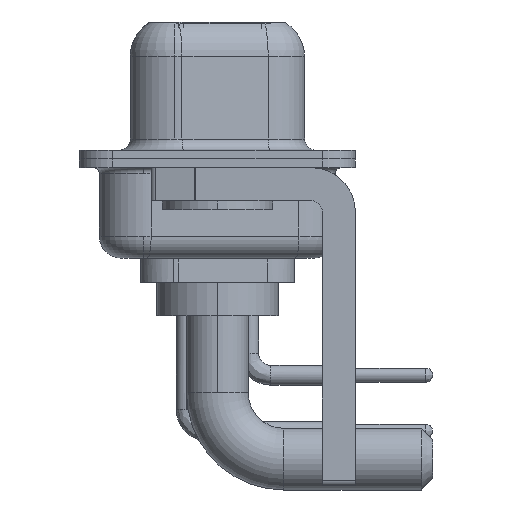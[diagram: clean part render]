
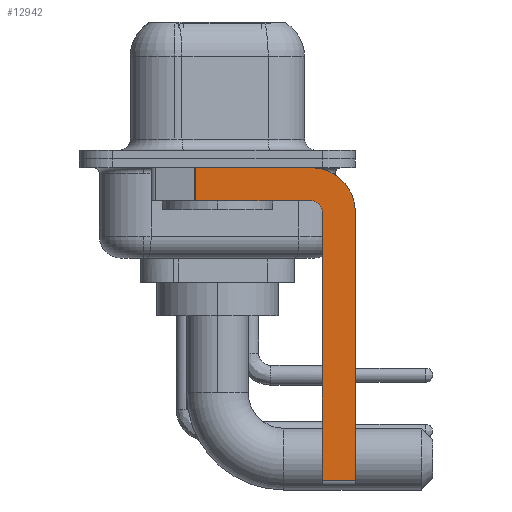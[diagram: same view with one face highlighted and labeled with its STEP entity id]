
A CAD part, left-side view. The second image highlights one B-rep face of the part: STEP entity #12942.
In plain terms, the highlighted planar face has unit normal (-1, 0, 0).
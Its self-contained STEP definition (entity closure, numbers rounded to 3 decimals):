
#71 = EDGE_CURVE ( 'NONE', #14522, #408, #3989, .T. ) ;
#249 = CARTESIAN_POINT ( 'NONE',  ( -2.9, -4.75, -2.4 ) ) ;
#316 = VECTOR ( 'NONE', #15760, 1000. ) ;
#408 = VERTEX_POINT ( 'NONE', #12059 ) ;
#595 = CARTESIAN_POINT ( 'NONE',  ( -2.9, -4.25, -14.55 ) ) ;
#671 = ORIENTED_EDGE ( 'NONE', *, *, #24005, .F. ) ;
#2096 = DIRECTION ( 'NONE',  ( 0., 0., -1. ) ) ;
#2425 = DIRECTION ( 'NONE',  ( 0., 0., 1. ) ) ;
#2706 = ORIENTED_EDGE ( 'NONE', *, *, #13566, .F. ) ;
#3500 = VECTOR ( 'NONE', #2425, 1000. ) ;
#3864 = LINE ( 'NONE', #13880, #3500 ) ;
#3883 = ORIENTED_EDGE ( 'NONE', *, *, #19429, .T. ) ;
#3929 = DIRECTION ( 'NONE',  ( -1., 0., 0. ) ) ;
#3989 = LINE ( 'NONE', #11821, #23642 ) ;
#4239 = EDGE_CURVE ( 'NONE', #7811, #20700, #3864, .T. ) ;
#4260 = AXIS2_PLACEMENT_3D ( 'NONE', #21621, #3929, #11514 ) ;
#5015 = FACE_OUTER_BOUND ( 'NONE', #25570, .T. ) ;
#5718 = ORIENTED_EDGE ( 'NONE', *, *, #17503, .F. ) ;
#5865 = CARTESIAN_POINT ( 'NONE',  ( -2.9, -4.25, -0.4 ) ) ;
#6887 = DIRECTION ( 'NONE',  ( 0., 0., -1. ) ) ;
#6956 = CARTESIAN_POINT ( 'NONE',  ( -2.9, -4.25, -2.4 ) ) ;
#7527 = CARTESIAN_POINT ( 'NONE',  ( -2.9, -4.25, -2.4 ) ) ;
#7811 = VERTEX_POINT ( 'NONE', #15768 ) ;
#8515 = CARTESIAN_POINT ( 'NONE',  ( -2.9, 0.978, -0.4 ) ) ;
#9185 = ORIENTED_EDGE ( 'NONE', *, *, #4239, .F. ) ;
#9228 = LINE ( 'NONE', #25004, #19956 ) ;
#9231 = VECTOR ( 'NONE', #6887, 1000. ) ;
#9470 = VERTEX_POINT ( 'NONE', #19679 ) ;
#9710 = CARTESIAN_POINT ( 'NONE',  ( -2.9, -4.25, -1.9 ) ) ;
#9924 = DIRECTION ( 'NONE',  ( 0., 0., -1. ) ) ;
#10394 = CARTESIAN_POINT ( 'NONE',  ( -2.9, -6.25, -2.4 ) ) ;
#11514 = DIRECTION ( 'NONE',  ( 0., 0., 1. ) ) ;
#11821 = CARTESIAN_POINT ( 'NONE',  ( -2.9, 0.978, -1.9 ) ) ;
#12008 = LINE ( 'NONE', #9710, #316 ) ;
#12059 = CARTESIAN_POINT ( 'NONE',  ( -2.9, 0.978, -1.9 ) ) ;
#12202 = VERTEX_POINT ( 'NONE', #5865 ) ;
#12336 = ORIENTED_EDGE ( 'NONE', *, *, #16177, .F. ) ;
#12942 = ADVANCED_FACE ( 'NONE', ( #5015 ), #24663, .F. ) ;
#13329 = VERTEX_POINT ( 'NONE', #10394 ) ;
#13566 = EDGE_CURVE ( 'NONE', #14522, #12202, #9228, .T. ) ;
#13806 = DIRECTION ( 'NONE',  ( 1., 0., 0. ) ) ;
#13823 = EDGE_CURVE ( 'NONE', #13329, #17306, #20589, .T. ) ;
#13880 = CARTESIAN_POINT ( 'NONE',  ( -2.9, -4.75, -14.8 ) ) ;
#13886 = AXIS2_PLACEMENT_3D ( 'NONE', #7527, #13806, #2096 ) ;
#14519 = LINE ( 'NONE', #595, #16898 ) ;
#14522 = VERTEX_POINT ( 'NONE', #8515 ) ;
#14550 = ORIENTED_EDGE ( 'NONE', *, *, #13823, .F. ) ;
#15760 = DIRECTION ( 'NONE',  ( 0., 1., 0. ) ) ;
#15768 = CARTESIAN_POINT ( 'NONE',  ( -2.9, -4.75, -14.55 ) ) ;
#16177 = EDGE_CURVE ( 'NONE', #12202, #13329, #25080, .T. ) ;
#16360 = DIRECTION ( 'NONE',  ( 1., 0., 0. ) ) ;
#16898 = VECTOR ( 'NONE', #22318, 1000. ) ;
#17306 = VERTEX_POINT ( 'NONE', #25250 ) ;
#17503 = EDGE_CURVE ( 'NONE', #9470, #408, #12008, .T. ) ;
#19429 = EDGE_CURVE ( 'NONE', #7811, #17306, #14519, .T. ) ;
#19679 = CARTESIAN_POINT ( 'NONE',  ( -2.9, -4.25, -1.9 ) ) ;
#19956 = VECTOR ( 'NONE', #21241, 1000. ) ;
#20589 = LINE ( 'NONE', #24345, #9231 ) ;
#20700 = VERTEX_POINT ( 'NONE', #249 ) ;
#20780 = CIRCLE ( 'NONE', #4260, 0.5 ) ;
#21112 = AXIS2_PLACEMENT_3D ( 'NONE', #6956, #16360, #22713 ) ;
#21241 = DIRECTION ( 'NONE',  ( 0., -1., 0. ) ) ;
#21621 = CARTESIAN_POINT ( 'NONE',  ( -2.9, -4.25, -2.4 ) ) ;
#22318 = DIRECTION ( 'NONE',  ( 0., -1., 0. ) ) ;
#22423 = ORIENTED_EDGE ( 'NONE', *, *, #71, .T. ) ;
#22713 = DIRECTION ( 'NONE',  ( 0., 0., -1. ) ) ;
#23642 = VECTOR ( 'NONE', #9924, 1000. ) ;
#24005 = EDGE_CURVE ( 'NONE', #20700, #9470, #20780, .T. ) ;
#24345 = CARTESIAN_POINT ( 'NONE',  ( -2.9, -6.25, -2.4 ) ) ;
#24663 = PLANE ( 'NONE',  #21112 ) ;
#25004 = CARTESIAN_POINT ( 'NONE',  ( -2.9, 3., -0.4 ) ) ;
#25080 = CIRCLE ( 'NONE', #13886, 2. ) ;
#25250 = CARTESIAN_POINT ( 'NONE',  ( -2.9, -6.25, -14.55 ) ) ;
#25570 = EDGE_LOOP ( 'NONE', ( #2706, #22423, #5718, #671, #9185, #3883, #14550, #12336 ) ) ;
